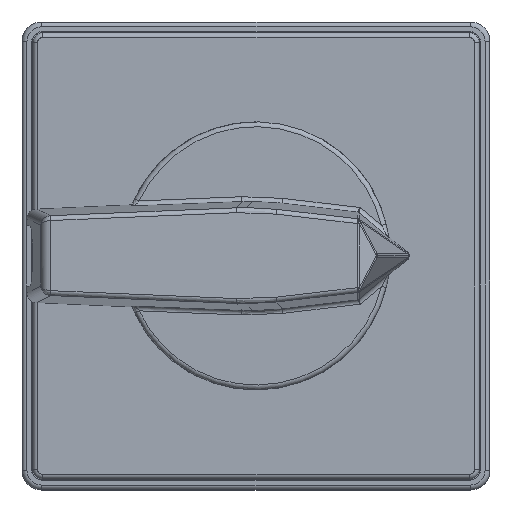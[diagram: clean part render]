
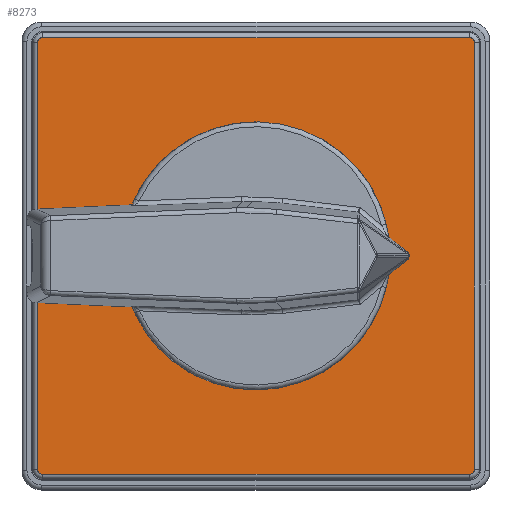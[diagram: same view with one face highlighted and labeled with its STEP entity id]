
A CAD part, top view. The second image highlights one B-rep face of the part: STEP entity #8273.
In plain terms, the highlighted planar face has unit normal (0, 0, 1).
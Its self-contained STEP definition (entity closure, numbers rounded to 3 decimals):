
#55 = AXIS2_PLACEMENT_3D ( 'NONE', #80626, #48601, #19777 ) ;
#1866 = EDGE_CURVE ( 'NONE', #36080, #29467, #42366, .T. ) ;
#2554 = PLANE ( 'NONE',  #40109 ) ;
#2704 = ORIENTED_EDGE ( 'NONE', *, *, #63522, .T. ) ;
#7035 = CARTESIAN_POINT ( 'NONE',  ( 21.9, -22.4, 1.8 ) ) ;
#7975 = VECTOR ( 'NONE', #12755, 1000. ) ;
#8273 = ADVANCED_FACE ( 'NONE', ( #10535, #64728 ), #2554, .T. ) ;
#10535 = FACE_OUTER_BOUND ( 'NONE', #54902, .T. ) ;
#12410 = ORIENTED_EDGE ( 'NONE', *, *, #85223, .T. ) ;
#12643 = CIRCLE ( 'NONE', #50921, 0.5 ) ;
#12708 = CARTESIAN_POINT ( 'NONE',  ( -21.9, -21.9, 1.8 ) ) ;
#12755 = DIRECTION ( 'NONE',  ( -1., 0., 0. ) ) ;
#13005 = VERTEX_POINT ( 'NONE', #33030 ) ;
#13149 = LINE ( 'NONE', #74845, #35493 ) ;
#13485 = VERTEX_POINT ( 'NONE', #28916 ) ;
#14009 = DIRECTION ( 'NONE',  ( 1., 0., 0. ) ) ;
#14499 = VERTEX_POINT ( 'NONE', #34721 ) ;
#15639 = ORIENTED_EDGE ( 'NONE', *, *, #70977, .F. ) ;
#17269 = DIRECTION ( 'NONE',  ( 1., 0., 0. ) ) ;
#17301 = VECTOR ( 'NONE', #39735, 1000. ) ;
#17791 = CARTESIAN_POINT ( 'NONE',  ( 21.9, 22.4, 1.8 ) ) ;
#19777 = DIRECTION ( 'NONE',  ( 1., 0., 0. ) ) ;
#20956 = DIRECTION ( 'NONE',  ( 0., -1., 0. ) ) ;
#22364 = CIRCLE ( 'NONE', #79118, 12.25 ) ;
#23856 = CARTESIAN_POINT ( 'NONE',  ( -21.9, 21.9, 1.8 ) ) ;
#28916 = CARTESIAN_POINT ( 'NONE',  ( -22.4, 21.9, 1.8 ) ) ;
#29467 = VERTEX_POINT ( 'NONE', #68860 ) ;
#29601 = CARTESIAN_POINT ( 'NONE',  ( 21.9, 21.9, 1.8 ) ) ;
#33030 = CARTESIAN_POINT ( 'NONE',  ( -21.9, -22.4, 1.8 ) ) ;
#34411 = DIRECTION ( 'NONE',  ( 1., 0., 0. ) ) ;
#34589 = CARTESIAN_POINT ( 'NONE',  ( -21.9, 21.9, 1.8 ) ) ;
#34721 = CARTESIAN_POINT ( 'NONE',  ( -21.9, 22.4, 1.8 ) ) ;
#35302 = VECTOR ( 'NONE', #20956, 1000. ) ;
#35493 = VECTOR ( 'NONE', #14009, 1000. ) ;
#36080 = VERTEX_POINT ( 'NONE', #7035 ) ;
#36709 = DIRECTION ( 'NONE',  ( 1., 0., 0. ) ) ;
#38259 = CARTESIAN_POINT ( 'NONE',  ( 0., 0., 1.8 ) ) ;
#39066 = VERTEX_POINT ( 'NONE', #50095 ) ;
#39735 = DIRECTION ( 'NONE',  ( 0., 1., 0. ) ) ;
#39902 = EDGE_CURVE ( 'NONE', #13485, #39066, #54261, .T. ) ;
#40109 = AXIS2_PLACEMENT_3D ( 'NONE', #23856, #84244, #36709 ) ;
#40643 = DIRECTION ( 'NONE',  ( 0., 0., 1. ) ) ;
#41044 = CARTESIAN_POINT ( 'NONE',  ( 22.4, 21.9, 1.8 ) ) ;
#41576 = CIRCLE ( 'NONE', #69989, 0.5 ) ;
#42366 = CIRCLE ( 'NONE', #60794, 0.5 ) ;
#43196 = EDGE_CURVE ( 'NONE', #13005, #36080, #13149, .T. ) ;
#43933 = CARTESIAN_POINT ( 'NONE',  ( 12.25, 0., 1.8 ) ) ;
#47564 = ORIENTED_EDGE ( 'NONE', *, *, #1866, .T. ) ;
#48601 = DIRECTION ( 'NONE',  ( 0., 0., 1. ) ) ;
#50095 = CARTESIAN_POINT ( 'NONE',  ( -22.4, -21.9, 1.8 ) ) ;
#50921 = AXIS2_PLACEMENT_3D ( 'NONE', #34589, #85522, #58432 ) ;
#51128 = EDGE_CURVE ( 'NONE', #63367, #82096, #22364, .T. ) ;
#51446 = DIRECTION ( 'NONE',  ( 0., 0., 1. ) ) ;
#53455 = VERTEX_POINT ( 'NONE', #54204 ) ;
#53912 = ORIENTED_EDGE ( 'NONE', *, *, #58814, .T. ) ;
#54110 = EDGE_CURVE ( 'NONE', #39066, #13005, #80687, .T. ) ;
#54204 = CARTESIAN_POINT ( 'NONE',  ( 22.4, 21.9, 1.8 ) ) ;
#54261 = LINE ( 'NONE', #54700, #35302 ) ;
#54700 = CARTESIAN_POINT ( 'NONE',  ( -22.4, 21.9, 1.8 ) ) ;
#54902 = EDGE_LOOP ( 'NONE', ( #64209, #77039, #47564, #12410, #2704, #78413, #53912, #64307 ) ) ;
#56725 = DIRECTION ( 'NONE',  ( 0., 0., 1. ) ) ;
#57155 = DIRECTION ( 'NONE',  ( 1., 0., 0. ) ) ;
#57675 = CARTESIAN_POINT ( 'NONE',  ( 21.9, -21.9, 1.8 ) ) ;
#57836 = DIRECTION ( 'NONE',  ( 1., 0., 0. ) ) ;
#58226 = CIRCLE ( 'NONE', #55, 12.25 ) ;
#58432 = DIRECTION ( 'NONE',  ( 1., 0., 0. ) ) ;
#58814 = EDGE_CURVE ( 'NONE', #14499, #13485, #12643, .T. ) ;
#59767 = ORIENTED_EDGE ( 'NONE', *, *, #51128, .F. ) ;
#60723 = LINE ( 'NONE', #73607, #7975 ) ;
#60794 = AXIS2_PLACEMENT_3D ( 'NONE', #57675, #51446, #17269 ) ;
#63367 = VERTEX_POINT ( 'NONE', #76684 ) ;
#63522 = EDGE_CURVE ( 'NONE', #53455, #67552, #41576, .T. ) ;
#64209 = ORIENTED_EDGE ( 'NONE', *, *, #54110, .T. ) ;
#64307 = ORIENTED_EDGE ( 'NONE', *, *, #39902, .T. ) ;
#64728 = FACE_BOUND ( 'NONE', #72369, .T. ) ;
#64956 = DIRECTION ( 'NONE',  ( 0., 0., 1. ) ) ;
#67552 = VERTEX_POINT ( 'NONE', #17791 ) ;
#68026 = EDGE_CURVE ( 'NONE', #67552, #14499, #60723, .T. ) ;
#68860 = CARTESIAN_POINT ( 'NONE',  ( 22.4, -21.9, 1.8 ) ) ;
#69989 = AXIS2_PLACEMENT_3D ( 'NONE', #29601, #56725, #57155 ) ;
#70977 = EDGE_CURVE ( 'NONE', #82096, #63367, #58226, .T. ) ;
#72369 = EDGE_LOOP ( 'NONE', ( #15639, #59767 ) ) ;
#73607 = CARTESIAN_POINT ( 'NONE',  ( -21.9, 22.4, 1.8 ) ) ;
#73952 = LINE ( 'NONE', #41044, #17301 ) ;
#74845 = CARTESIAN_POINT ( 'NONE',  ( -21.9, -22.4, 1.8 ) ) ;
#76684 = CARTESIAN_POINT ( 'NONE',  ( -12.25, 0., 1.8 ) ) ;
#77039 = ORIENTED_EDGE ( 'NONE', *, *, #43196, .T. ) ;
#78413 = ORIENTED_EDGE ( 'NONE', *, *, #68026, .T. ) ;
#79118 = AXIS2_PLACEMENT_3D ( 'NONE', #38259, #64956, #57836 ) ;
#79225 = AXIS2_PLACEMENT_3D ( 'NONE', #12708, #40643, #34411 ) ;
#80626 = CARTESIAN_POINT ( 'NONE',  ( 0., 0., 1.8 ) ) ;
#80687 = CIRCLE ( 'NONE', #79225, 0.5 ) ;
#82096 = VERTEX_POINT ( 'NONE', #43933 ) ;
#84244 = DIRECTION ( 'NONE',  ( 0., 0., 1. ) ) ;
#85223 = EDGE_CURVE ( 'NONE', #29467, #53455, #73952, .T. ) ;
#85522 = DIRECTION ( 'NONE',  ( 0., 0., 1. ) ) ;
